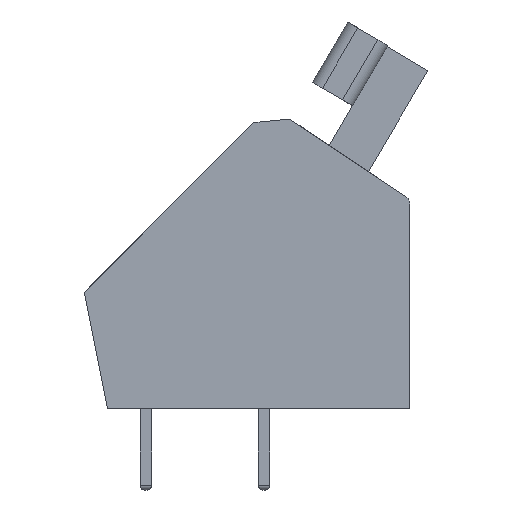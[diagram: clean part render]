
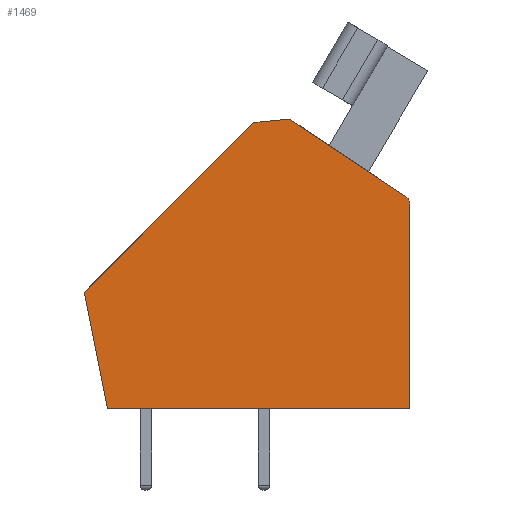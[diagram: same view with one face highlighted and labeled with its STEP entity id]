
A CAD part, left-side view. The second image highlights one B-rep face of the part: STEP entity #1469.
In plain terms, the highlighted planar face has unit normal (-1, 0, 0).
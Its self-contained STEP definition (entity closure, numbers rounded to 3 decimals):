
#1239 = EDGE_CURVE('',#1240,#1242,#1244,.T.);
#1240 = VERTEX_POINT('',#1241);
#1241 = CARTESIAN_POINT('',(-8.25,-6.322,9.119));
#1242 = VERTEX_POINT('',#1243);
#1243 = CARTESIAN_POINT('',(-8.25,-1.332,12.445));
#1244 = SURFACE_CURVE('',#1245,(#1249,#1261),.PCURVE_S1.);
#1245 = LINE('',#1246,#1247);
#1246 = CARTESIAN_POINT('',(-8.25,-6.5,9.));
#1247 = VECTOR('',#1248,1.);
#1248 = DIRECTION('',(0.,0.832,0.555)
  );
#1249 = PCURVE('',#1250,#1255);
#1250 = PLANE('',#1251);
#1251 = AXIS2_PLACEMENT_3D('',#1252,#1253,#1254);
#1252 = CARTESIAN_POINT('',(-8.25,-6.5,9.));
#1253 = DIRECTION('',(0.,-0.555,0.832
    ));
#1254 = DIRECTION('',(0.,0.832,0.555)
  );
#1255 = DEFINITIONAL_REPRESENTATION('',(#1256),#1260);
#1256 = LINE('',#1257,#1258);
#1257 = CARTESIAN_POINT('',(0.,0.));
#1258 = VECTOR('',#1259,1.);
#1259 = DIRECTION('',(1.,0.));
#1260 = ( GEOMETRIC_REPRESENTATION_CONTEXT(2) 
PARAMETRIC_REPRESENTATION_CONTEXT() REPRESENTATION_CONTEXT('2D SPACE',''
  ) );
#1261 = PCURVE('',#1262,#1267);
#1262 = PLANE('',#1263);
#1263 = AXIS2_PLACEMENT_3D('',#1264,#1265,#1266);
#1264 = CARTESIAN_POINT('',(-8.25,-0.185,5.138));
#1265 = DIRECTION('',(-1.,0.,0.));
#1266 = DIRECTION('',(0.,0.,-1.));
#1267 = DEFINITIONAL_REPRESENTATION('',(#1268),#1272);
#1268 = LINE('',#1269,#1270);
#1269 = CARTESIAN_POINT('',(-3.862,6.315));
#1270 = VECTOR('',#1271,1.);
#1271 = DIRECTION('',(-0.555,-0.832));
#1272 = ( GEOMETRIC_REPRESENTATION_CONTEXT(2) 
PARAMETRIC_REPRESENTATION_CONTEXT() REPRESENTATION_CONTEXT('2D SPACE',''
  ) );
#1290 = CYLINDRICAL_SURFACE('',#1291,0.4);
#1291 = AXIS2_PLACEMENT_3D('',#1292,#1293,#1294);
#1292 = CARTESIAN_POINT('',(-8.25,-6.1,8.786));
#1293 = DIRECTION('',(1.,0.,0.));
#1294 = DIRECTION('',(0.,-0.555,0.832
    ));
#1344 = PLANE('',#1345);
#1345 = AXIS2_PLACEMENT_3D('',#1346,#1347,#1348);
#1346 = CARTESIAN_POINT('',(-8.25,-0.562,12.369));
#1347 = DIRECTION('',(0.,0.099,
    0.995));
#1348 = DIRECTION('',(1.,0.,0.));
#1469 = ADVANCED_FACE('',(#1470),#1262,.T.);
#1470 = FACE_BOUND('',#1471,.T.);
#1471 = EDGE_LOOP('',(#1472,#1473,#1496,#1524,#1552,#1580,#1608));
#1472 = ORIENTED_EDGE('',*,*,#1239,.T.);
#1473 = ORIENTED_EDGE('',*,*,#1474,.T.);
#1474 = EDGE_CURVE('',#1242,#1475,#1477,.T.);
#1475 = VERTEX_POINT('',#1476);
#1476 = CARTESIAN_POINT('',(-8.25,0.207,12.293));
#1477 = SURFACE_CURVE('',#1478,(#1482,#1489),.PCURVE_S1.);
#1478 = LINE('',#1479,#1480);
#1479 = CARTESIAN_POINT('',(-8.25,-0.021,12.315));
#1480 = VECTOR('',#1481,1.);
#1481 = DIRECTION('',(0.,0.995,
    -0.099));
#1482 = PCURVE('',#1262,#1483);
#1483 = DEFINITIONAL_REPRESENTATION('',(#1484),#1488);
#1484 = LINE('',#1485,#1486);
#1485 = CARTESIAN_POINT('',(-7.178,-0.164));
#1486 = VECTOR('',#1487,1.);
#1487 = DIRECTION('',(0.099,-0.995));
#1488 = ( GEOMETRIC_REPRESENTATION_CONTEXT(2) 
PARAMETRIC_REPRESENTATION_CONTEXT() REPRESENTATION_CONTEXT('2D SPACE',''
  ) );
#1489 = PCURVE('',#1344,#1490);
#1490 = DEFINITIONAL_REPRESENTATION('',(#1491),#1495);
#1491 = LINE('',#1492,#1493);
#1492 = CARTESIAN_POINT('',(0.,0.544));
#1493 = VECTOR('',#1494,1.);
#1494 = DIRECTION('',(0.,1.));
#1495 = ( GEOMETRIC_REPRESENTATION_CONTEXT(2) 
PARAMETRIC_REPRESENTATION_CONTEXT() REPRESENTATION_CONTEXT('2D SPACE',''
  ) );
#1496 = ORIENTED_EDGE('',*,*,#1497,.T.);
#1497 = EDGE_CURVE('',#1475,#1498,#1500,.T.);
#1498 = VERTEX_POINT('',#1499);
#1499 = CARTESIAN_POINT('',(-8.25,7.5,5.));
#1500 = SURFACE_CURVE('',#1501,(#1505,#1512),.PCURVE_S1.);
#1501 = LINE('',#1502,#1503);
#1502 = CARTESIAN_POINT('',(-8.25,-0.5,13.));
#1503 = VECTOR('',#1504,1.);
#1504 = DIRECTION('',(0.,0.707,-0.707)
  );
#1505 = PCURVE('',#1262,#1506);
#1506 = DEFINITIONAL_REPRESENTATION('',(#1507),#1511);
#1507 = LINE('',#1508,#1509);
#1508 = CARTESIAN_POINT('',(-7.862,0.315));
#1509 = VECTOR('',#1510,1.);
#1510 = DIRECTION('',(0.707,-0.707));
#1511 = ( GEOMETRIC_REPRESENTATION_CONTEXT(2) 
PARAMETRIC_REPRESENTATION_CONTEXT() REPRESENTATION_CONTEXT('2D SPACE',''
  ) );
#1512 = PCURVE('',#1513,#1518);
#1513 = PLANE('',#1514);
#1514 = AXIS2_PLACEMENT_3D('',#1515,#1516,#1517);
#1515 = CARTESIAN_POINT('',(-8.25,-0.5,13.));
#1516 = DIRECTION('',(0.,0.707,0.707)
  );
#1517 = DIRECTION('',(0.,0.707,-0.707)
  );
#1518 = DEFINITIONAL_REPRESENTATION('',(#1519),#1523);
#1519 = LINE('',#1520,#1521);
#1520 = CARTESIAN_POINT('',(0.,0.));
#1521 = VECTOR('',#1522,1.);
#1522 = DIRECTION('',(1.,0.));
#1523 = ( GEOMETRIC_REPRESENTATION_CONTEXT(2) 
PARAMETRIC_REPRESENTATION_CONTEXT() REPRESENTATION_CONTEXT('2D SPACE',''
  ) );
#1524 = ORIENTED_EDGE('',*,*,#1525,.T.);
#1525 = EDGE_CURVE('',#1498,#1526,#1528,.T.);
#1526 = VERTEX_POINT('',#1527);
#1527 = CARTESIAN_POINT('',(-8.25,6.5,0.));
#1528 = SURFACE_CURVE('',#1529,(#1533,#1540),.PCURVE_S1.);
#1529 = LINE('',#1530,#1531);
#1530 = CARTESIAN_POINT('',(-8.25,7.5,5.));
#1531 = VECTOR('',#1532,1.);
#1532 = DIRECTION('',(0.,-0.196,-0.981
    ));
#1533 = PCURVE('',#1262,#1534);
#1534 = DEFINITIONAL_REPRESENTATION('',(#1535),#1539);
#1535 = LINE('',#1536,#1537);
#1536 = CARTESIAN_POINT('',(0.138,-7.685));
#1537 = VECTOR('',#1538,1.);
#1538 = DIRECTION('',(0.981,0.196));
#1539 = ( GEOMETRIC_REPRESENTATION_CONTEXT(2) 
PARAMETRIC_REPRESENTATION_CONTEXT() REPRESENTATION_CONTEXT('2D SPACE',''
  ) );
#1540 = PCURVE('',#1541,#1546);
#1541 = PLANE('',#1542);
#1542 = AXIS2_PLACEMENT_3D('',#1543,#1544,#1545);
#1543 = CARTESIAN_POINT('',(-8.25,7.5,5.));
#1544 = DIRECTION('',(0.,0.981,-0.196)
  );
#1545 = DIRECTION('',(0.,-0.196,-0.981
    ));
#1546 = DEFINITIONAL_REPRESENTATION('',(#1547),#1551);
#1547 = LINE('',#1548,#1549);
#1548 = CARTESIAN_POINT('',(0.,0.));
#1549 = VECTOR('',#1550,1.);
#1550 = DIRECTION('',(1.,0.));
#1551 = ( GEOMETRIC_REPRESENTATION_CONTEXT(2) 
PARAMETRIC_REPRESENTATION_CONTEXT() REPRESENTATION_CONTEXT('2D SPACE',''
  ) );
#1552 = ORIENTED_EDGE('',*,*,#1553,.T.);
#1553 = EDGE_CURVE('',#1526,#1554,#1556,.T.);
#1554 = VERTEX_POINT('',#1555);
#1555 = CARTESIAN_POINT('',(-8.25,-6.5,0.));
#1556 = SURFACE_CURVE('',#1557,(#1561,#1568),.PCURVE_S1.);
#1557 = LINE('',#1558,#1559);
#1558 = CARTESIAN_POINT('',(-8.25,6.5,0.));
#1559 = VECTOR('',#1560,1.);
#1560 = DIRECTION('',(0.,-1.,0.));
#1561 = PCURVE('',#1262,#1562);
#1562 = DEFINITIONAL_REPRESENTATION('',(#1563),#1567);
#1563 = LINE('',#1564,#1565);
#1564 = CARTESIAN_POINT('',(5.138,-6.685));
#1565 = VECTOR('',#1566,1.);
#1566 = DIRECTION('',(0.,1.));
#1567 = ( GEOMETRIC_REPRESENTATION_CONTEXT(2) 
PARAMETRIC_REPRESENTATION_CONTEXT() REPRESENTATION_CONTEXT('2D SPACE',''
  ) );
#1568 = PCURVE('',#1569,#1574);
#1569 = PLANE('',#1570);
#1570 = AXIS2_PLACEMENT_3D('',#1571,#1572,#1573);
#1571 = CARTESIAN_POINT('',(-8.25,6.5,0.));
#1572 = DIRECTION('',(0.,0.,-1.));
#1573 = DIRECTION('',(0.,-1.,0.));
#1574 = DEFINITIONAL_REPRESENTATION('',(#1575),#1579);
#1575 = LINE('',#1576,#1577);
#1576 = CARTESIAN_POINT('',(0.,0.));
#1577 = VECTOR('',#1578,1.);
#1578 = DIRECTION('',(1.,0.));
#1579 = ( GEOMETRIC_REPRESENTATION_CONTEXT(2) 
PARAMETRIC_REPRESENTATION_CONTEXT() REPRESENTATION_CONTEXT('2D SPACE',''
  ) );
#1580 = ORIENTED_EDGE('',*,*,#1581,.T.);
#1581 = EDGE_CURVE('',#1554,#1582,#1584,.T.);
#1582 = VERTEX_POINT('',#1583);
#1583 = CARTESIAN_POINT('',(-8.25,-6.5,8.786));
#1584 = SURFACE_CURVE('',#1585,(#1589,#1596),.PCURVE_S1.);
#1585 = LINE('',#1586,#1587);
#1586 = CARTESIAN_POINT('',(-8.25,-6.5,0.));
#1587 = VECTOR('',#1588,1.);
#1588 = DIRECTION('',(0.,0.,1.));
#1589 = PCURVE('',#1262,#1590);
#1590 = DEFINITIONAL_REPRESENTATION('',(#1591),#1595);
#1591 = LINE('',#1592,#1593);
#1592 = CARTESIAN_POINT('',(5.138,6.315));
#1593 = VECTOR('',#1594,1.);
#1594 = DIRECTION('',(-1.,0.));
#1595 = ( GEOMETRIC_REPRESENTATION_CONTEXT(2) 
PARAMETRIC_REPRESENTATION_CONTEXT() REPRESENTATION_CONTEXT('2D SPACE',''
  ) );
#1596 = PCURVE('',#1597,#1602);
#1597 = PLANE('',#1598);
#1598 = AXIS2_PLACEMENT_3D('',#1599,#1600,#1601);
#1599 = CARTESIAN_POINT('',(-8.25,-6.5,0.));
#1600 = DIRECTION('',(0.,-1.,0.));
#1601 = DIRECTION('',(0.,0.,1.));
#1602 = DEFINITIONAL_REPRESENTATION('',(#1603),#1607);
#1603 = LINE('',#1604,#1605);
#1604 = CARTESIAN_POINT('',(0.,0.));
#1605 = VECTOR('',#1606,1.);
#1606 = DIRECTION('',(1.,0.));
#1607 = ( GEOMETRIC_REPRESENTATION_CONTEXT(2) 
PARAMETRIC_REPRESENTATION_CONTEXT() REPRESENTATION_CONTEXT('2D SPACE',''
  ) );
#1608 = ORIENTED_EDGE('',*,*,#1609,.F.);
#1609 = EDGE_CURVE('',#1240,#1582,#1610,.T.);
#1610 = SURFACE_CURVE('',#1611,(#1616,#1627),.PCURVE_S1.);
#1611 = CIRCLE('',#1612,0.4);
#1612 = AXIS2_PLACEMENT_3D('',#1613,#1614,#1615);
#1613 = CARTESIAN_POINT('',(-8.25,-6.1,8.786));
#1614 = DIRECTION('',(1.,0.,0.));
#1615 = DIRECTION('',(0.,-1.,0.));
#1616 = PCURVE('',#1262,#1617);
#1617 = DEFINITIONAL_REPRESENTATION('',(#1618),#1626);
#1618 = ( BOUNDED_CURVE() B_SPLINE_CURVE(2,(#1619,#1620,#1621,#1622,
#1623,#1624,#1625),.UNSPECIFIED.,.T.,.F.) B_SPLINE_CURVE_WITH_KNOTS((1,2
    ,2,2,2,1),(-2.094,0.,2.094,4.189,
6.283,8.378),.UNSPECIFIED.) CURVE() 
GEOMETRIC_REPRESENTATION_ITEM() RATIONAL_B_SPLINE_CURVE((1.,0.5,1.,0.5,
1.,0.5,1.)) REPRESENTATION_ITEM('') );
#1619 = CARTESIAN_POINT('',(-3.648,6.315));
#1620 = CARTESIAN_POINT('',(-2.956,6.315));
#1621 = CARTESIAN_POINT('',(-3.302,5.715));
#1622 = CARTESIAN_POINT('',(-3.648,5.115));
#1623 = CARTESIAN_POINT('',(-3.995,5.715));
#1624 = CARTESIAN_POINT('',(-4.341,6.315));
#1625 = CARTESIAN_POINT('',(-3.648,6.315));
#1626 = ( GEOMETRIC_REPRESENTATION_CONTEXT(2) 
PARAMETRIC_REPRESENTATION_CONTEXT() REPRESENTATION_CONTEXT('2D SPACE',''
  ) );
#1627 = PCURVE('',#1290,#1628);
#1628 = DEFINITIONAL_REPRESENTATION('',(#1629),#1633);
#1629 = LINE('',#1630,#1631);
#1630 = CARTESIAN_POINT('',(-5.3,0.));
#1631 = VECTOR('',#1632,1.);
#1632 = DIRECTION('',(1.,0.));
#1633 = ( GEOMETRIC_REPRESENTATION_CONTEXT(2) 
PARAMETRIC_REPRESENTATION_CONTEXT() REPRESENTATION_CONTEXT('2D SPACE',''
  ) );
